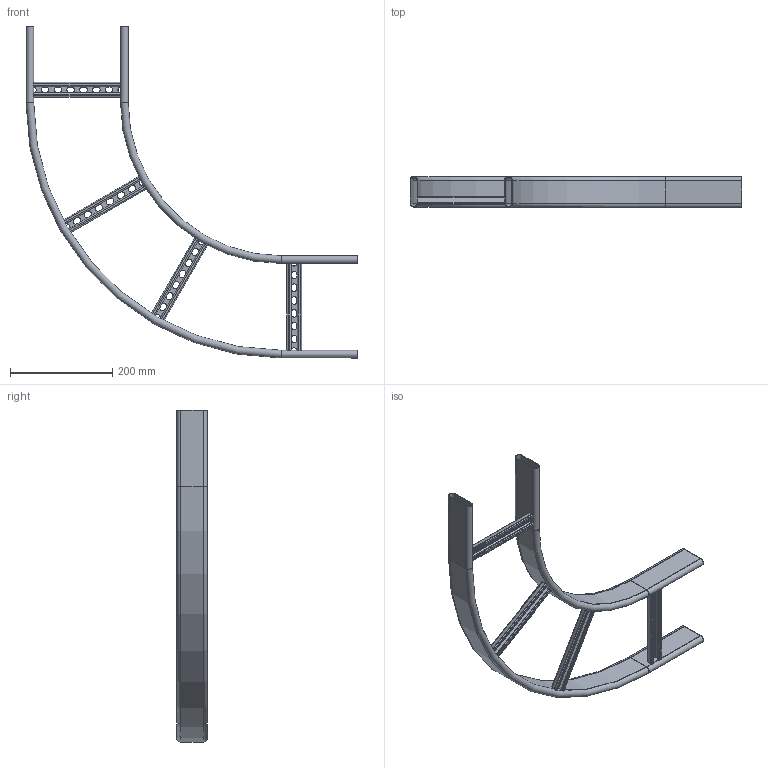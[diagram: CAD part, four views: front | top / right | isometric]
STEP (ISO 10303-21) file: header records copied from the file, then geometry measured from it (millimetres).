
FILE_DESCRIPTION (( 'STEP AP203' ), '1' );
FILE_NAME ('10-02-1414.STEP', '2013-05-02T09:38:15', ( 'asennus' ), ( '' ), 'SwSTEP 2.0', 'SolidWorks 2013', '' );
FILE_SCHEMA (( 'CONFIG_CONTROL_DESIGN' ));
Length unit declared in the file: millimetre
Products named in the file (1): 10-02-1414
Bounding box: 650 x 60 x 650 mm (x, y, z)
Volume: 290154 mm3; surface area: 583798.1 mm2
Topology: 6 solids, 6 shells, 388 faces, 904 edges, 528 vertices
Faces by surface type: plane 244, cylinder 136, torus 8
Entity records: 10959 total; most frequent: DIRECTION 1954, CARTESIAN_POINT 1821, ORIENTED_EDGE 1808, EDGE_CURVE 904, AXIS2_PLACEMENT_3D 661, LINE 632, VECTOR 632, VERTEX_POINT 528
